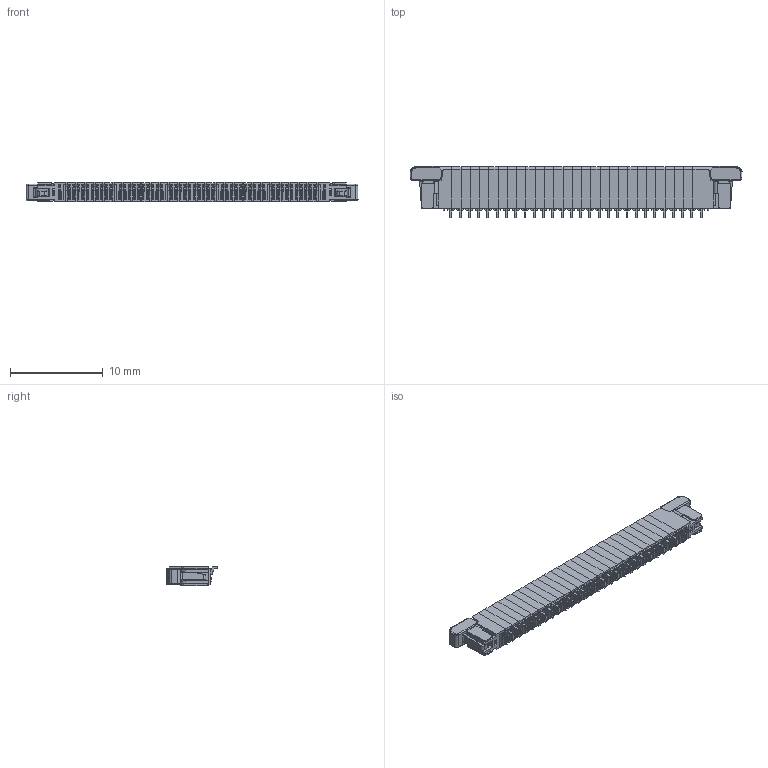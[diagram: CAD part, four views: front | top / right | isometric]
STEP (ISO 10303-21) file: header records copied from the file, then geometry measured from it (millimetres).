
FILE_DESCRIPTION(('FreeCAD Model'),'2;1');
FILE_NAME('Open CASCADE Shape Model','2024-07-30T16:44:50',(''),(''), 'Open CASCADE STEP processor 7.6','FreeCAD','Unknown');
FILE_SCHEMA(('AP242_MANAGED_MODEL_BASED_3D_ENGINEERING_MIM_LF. {1 0 10303 442 1 1 4 }'));
Length unit declared in the file: millimetre
Products named in the file (5): F52R_28PIN_ASM; F52R_L; F52R_M001; F52R_M; F52R_R
Assembly tree (29 placements, depth 3):
  F52R_28PIN_ASM
    F52R_L
    F52R_M001
      F52R_M  x26
    F52R_R
Bounding box: 35.8 x 5.5 x 2.05 mm (x, y, z)
Volume: 230.4 mm3; surface area: 1453.5 mm2
Topology: 28 solids, 28 shells, 4457 faces, 12931 edges, 8564 vertices
Faces by surface type: plane 3419, cylinder 1006, torus 16, bspline 16
Entity records: 29764 total; most frequent: CARTESIAN_POINT 5492, ORIENTED_EDGE 4488, DIRECTION 4129, EDGE_CURVE 2244, LINE 1703, VECTOR 1703, VERTEX_POINT 1464, AXIS2_PLACEMENT_3D 1213
